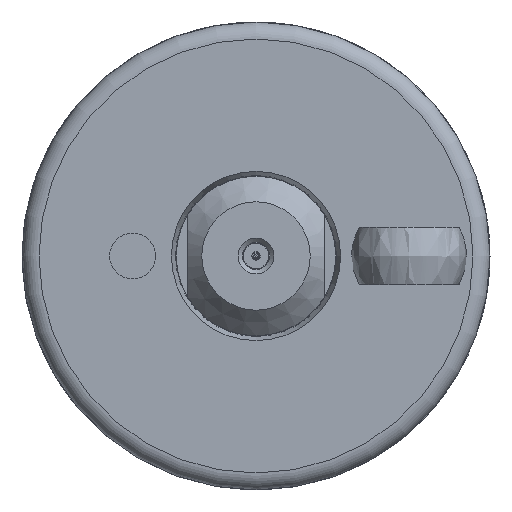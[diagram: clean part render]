
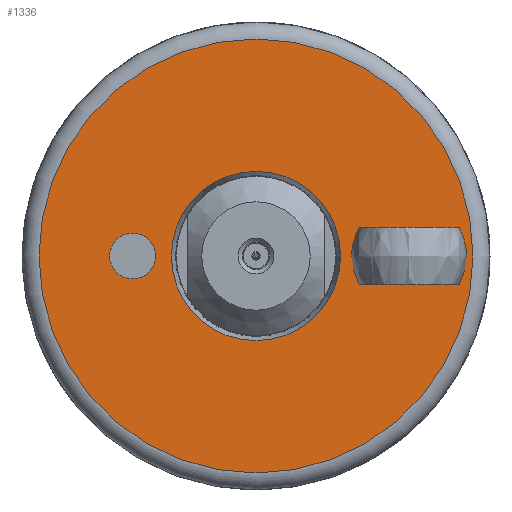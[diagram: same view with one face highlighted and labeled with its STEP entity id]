
A CAD part, front view. The second image highlights one B-rep face of the part: STEP entity #1336.
In plain terms, the highlighted planar face has unit normal (0, -1, 0).
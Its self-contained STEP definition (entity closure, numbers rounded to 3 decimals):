
#79=FACE_BOUND('',#392,.T.);
#80=FACE_BOUND('',#393,.T.);
#81=FACE_BOUND('',#394,.T.);
#297=FACE_OUTER_BOUND('',#391,.T.);
#391=EDGE_LOOP('',(#1126));
#392=EDGE_LOOP('',(#1127));
#393=EDGE_LOOP('',(#1128));
#394=EDGE_LOOP('',(#1129));
#496=CIRCLE('',#1558,2.7);
#499=CIRCLE('',#1562,25.5);
#500=CIRCLE('',#1564,9.946);
#501=CIRCLE('',#1565,2.459);
#625=VERTEX_POINT('',#2582);
#627=VERTEX_POINT('',#2588);
#628=VERTEX_POINT('',#2592);
#629=VERTEX_POINT('',#2594);
#807=EDGE_CURVE('',#625,#625,#496,.T.);
#811=EDGE_CURVE('',#627,#627,#499,.T.);
#812=EDGE_CURVE('',#628,#628,#500,.T.);
#813=EDGE_CURVE('',#629,#629,#501,.T.);
#1126=ORIENTED_EDGE('',*,*,#811,.F.);
#1127=ORIENTED_EDGE('',*,*,#812,.T.);
#1128=ORIENTED_EDGE('',*,*,#813,.T.);
#1129=ORIENTED_EDGE('',*,*,#807,.T.);
#1189=PLANE('',#1563);
#1336=ADVANCED_FACE('',(#297,#79,#80,#81),#1189,.T.);
#1558=AXIS2_PLACEMENT_3D('',#2583,#1944,#1945);
#1562=AXIS2_PLACEMENT_3D('',#2590,#1953,#1954);
#1563=AXIS2_PLACEMENT_3D('',#2591,#1955,#1956);
#1564=AXIS2_PLACEMENT_3D('',#2593,#1957,#1958);
#1565=AXIS2_PLACEMENT_3D('',#2595,#1959,#1960);
#1944=DIRECTION('center_axis',(0.,1.,0.));
#1945=DIRECTION('ref_axis',(0.,0.,
1.));
#1953=DIRECTION('center_axis',(0.,1.,0.));
#1954=DIRECTION('ref_axis',(1.,0.,0.));
#1955=DIRECTION('center_axis',(0.,-1.,0.));
#1956=DIRECTION('ref_axis',(0.,0.,
1.));
#1957=DIRECTION('center_axis',(0.,1.,0.));
#1958=DIRECTION('ref_axis',(0.,0.,
-1.));
#1959=DIRECTION('center_axis',(0.,1.,0.));
#1960=DIRECTION('ref_axis',(0.,0.,
1.));
#2582=CARTESIAN_POINT('',(-14.5,-309.7,-2.7));
#2583=CARTESIAN_POINT('Origin',(-14.5,-309.7,0.));
#2588=CARTESIAN_POINT('',(0.,-309.7,25.5));
#2590=CARTESIAN_POINT('Origin',(0.,-309.7,
0.));
#2591=CARTESIAN_POINT('Origin',(-27.5,-309.7,0.));
#2592=CARTESIAN_POINT('',(9.946,-309.7,0.));
#2593=CARTESIAN_POINT('Origin',(0.,-309.7,
0.));
#2594=CARTESIAN_POINT('',(18.,-309.7,2.458));
#2595=CARTESIAN_POINT('Origin',(18.,-309.7,0.));
